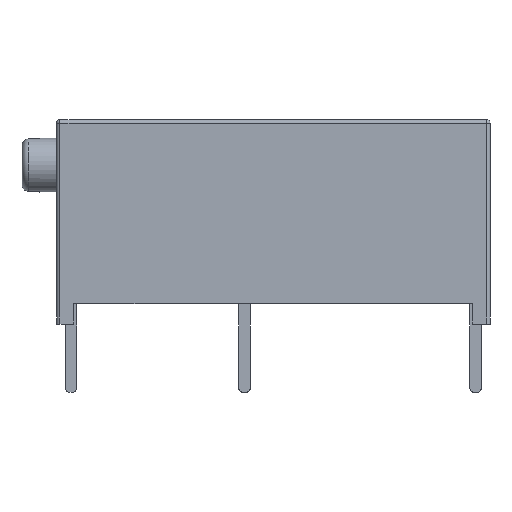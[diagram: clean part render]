
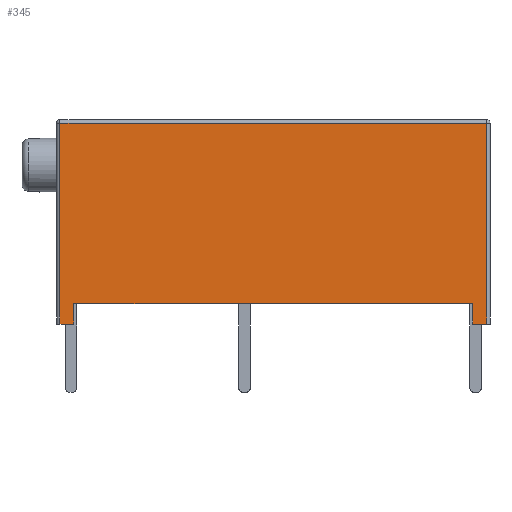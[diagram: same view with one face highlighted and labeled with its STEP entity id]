
A CAD part, front view. The second image highlights one B-rep face of the part: STEP entity #345.
In plain terms, the highlighted planar face has unit normal (0, -1, 0).
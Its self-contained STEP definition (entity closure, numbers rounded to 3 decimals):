
#128 = VERTEX_POINT('',#129);
#129 = CARTESIAN_POINT('',(-18.27,-1.145,8.93));
#136 = EDGE_CURVE('',#128,#137,#139,.T.);
#137 = VERTEX_POINT('',#138);
#138 = CARTESIAN_POINT('',(0.48,-1.145,8.93));
#139 = LINE('',#140,#141);
#140 = CARTESIAN_POINT('',(-18.27,-1.145,8.93));
#141 = VECTOR('',#142,1.);
#142 = DIRECTION('',(1.,0.,0.));
#345 = ADVANCED_FACE('',(#346),#403,.F.);
#346 = FACE_BOUND('',#347,.F.);
#347 = EDGE_LOOP('',(#348,#356,#357,#365,#373,#381,#389,#397));
#348 = ORIENTED_EDGE('',*,*,#349,.T.);
#349 = EDGE_CURVE('',#350,#128,#352,.T.);
#350 = VERTEX_POINT('',#351);
#351 = CARTESIAN_POINT('',(-18.27,-1.145,0.1));
#352 = LINE('',#353,#354);
#353 = CARTESIAN_POINT('',(-18.27,-1.145,0.1));
#354 = VECTOR('',#355,1.);
#355 = DIRECTION('',(0.,0.,1.));
#356 = ORIENTED_EDGE('',*,*,#136,.T.);
#357 = ORIENTED_EDGE('',*,*,#358,.F.);
#358 = EDGE_CURVE('',#359,#137,#361,.T.);
#359 = VERTEX_POINT('',#360);
#360 = CARTESIAN_POINT('',(0.48,-1.145,0.1));
#361 = LINE('',#362,#363);
#362 = CARTESIAN_POINT('',(0.48,-1.145,0.1));
#363 = VECTOR('',#364,1.);
#364 = DIRECTION('',(0.,0.,1.));
#365 = ORIENTED_EDGE('',*,*,#366,.F.);
#366 = EDGE_CURVE('',#367,#359,#369,.T.);
#367 = VERTEX_POINT('',#368);
#368 = CARTESIAN_POINT('',(-0.13,-1.145,0.1));
#369 = LINE('',#370,#371);
#370 = CARTESIAN_POINT('',(-18.42,-1.145,0.1));
#371 = VECTOR('',#372,1.);
#372 = DIRECTION('',(1.,0.,0.));
#373 = ORIENTED_EDGE('',*,*,#374,.T.);
#374 = EDGE_CURVE('',#367,#375,#377,.T.);
#375 = VERTEX_POINT('',#376);
#376 = CARTESIAN_POINT('',(-0.13,-1.145,0.99));
#377 = LINE('',#378,#379);
#378 = CARTESIAN_POINT('',(-0.13,-1.145,0.1));
#379 = VECTOR('',#380,1.);
#380 = DIRECTION('',(0.,0.,1.));
#381 = ORIENTED_EDGE('',*,*,#382,.F.);
#382 = EDGE_CURVE('',#383,#375,#385,.T.);
#383 = VERTEX_POINT('',#384);
#384 = CARTESIAN_POINT('',(-17.66,-1.145,0.99));
#385 = LINE('',#386,#387);
#386 = CARTESIAN_POINT('',(-13.658,-1.145,0.99));
#387 = VECTOR('',#388,1.);
#388 = DIRECTION('',(1.,0.,0.));
#389 = ORIENTED_EDGE('',*,*,#390,.T.);
#390 = EDGE_CURVE('',#383,#391,#393,.T.);
#391 = VERTEX_POINT('',#392);
#392 = CARTESIAN_POINT('',(-17.66,-1.145,0.1));
#393 = LINE('',#394,#395);
#394 = CARTESIAN_POINT('',(-17.66,-1.145,0.1));
#395 = VECTOR('',#396,1.);
#396 = DIRECTION('',(0.,0.,-1.));
#397 = ORIENTED_EDGE('',*,*,#398,.F.);
#398 = EDGE_CURVE('',#350,#391,#399,.T.);
#399 = LINE('',#400,#401);
#400 = CARTESIAN_POINT('',(-18.42,-1.145,0.1));
#401 = VECTOR('',#402,1.);
#402 = DIRECTION('',(1.,0.,0.));
#403 = PLANE('',#404);
#404 = AXIS2_PLACEMENT_3D('',#405,#406,#407);
#405 = CARTESIAN_POINT('',(-18.42,-1.145,0.1));
#406 = DIRECTION('',(0.,1.,0.));
#407 = DIRECTION('',(1.,0.,0.));
